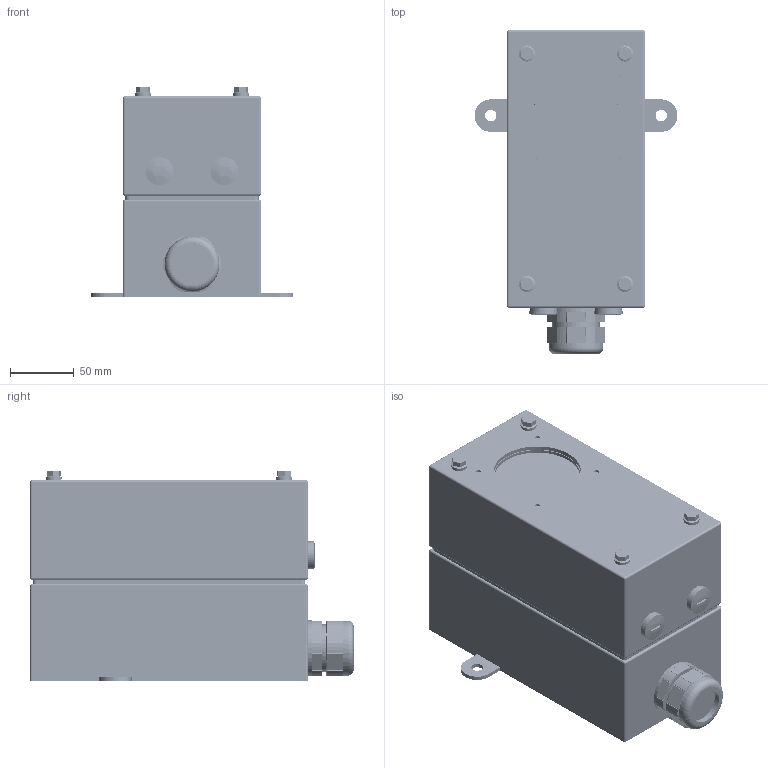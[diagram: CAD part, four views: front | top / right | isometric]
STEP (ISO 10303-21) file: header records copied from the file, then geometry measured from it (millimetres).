
FILE_DESCRIPTION (( 'STEP AP203' ), '1' );
FILE_NAME ('L7-DC.STEP', '2022-07-22T19:26:12', ( '' ), ( '' ), 'SwSTEP 2.0', 'SolidWorks 2021', '' );
FILE_SCHEMA (( 'CONFIG_CONTROL_DESIGN' ));
Length unit declared in the file: inch
Products named in the file (26): 800002_DEFAULT; 200435; 93625A200; 200436; 201022; 200434; 800008; 93635A251_93635A251; 94639A447_94639A447; RSC62200; 400200; PG29-S01; 200437; 200309; SP-M6-1; 400101; PG29-B01; L7-DC; PG11-N03; PG29-I01; PG11-I04; 500100; 92855A307_92855A307; PG11-S01; PG29-N01; PG29-01-01-01-01_.060 GAP
Assembly tree (53 placements, depth 3):
  L7-DC
    200437
      200436
      SP-M6-1  x4
      800008  x3
    400200
    200435
      200434
      800002_DEFAULT  x4
    PG29-01-01-01-01_.060 GAP
      PG29-B01
      PG29-I01
      PG29-S01
      PG29-N01
    400101
    500100
    200309
    PG11-N03  x2
    PG11-I04  x2
    PG11-S01  x2
    201022
    93625A200  x7
    94639A447_94639A447  x3
    RSC62200  x4
    93635A251_93635A251  x4
    92855A307_92855A307  x4
Bounding box: 158.75 x 253.17 x 164.4 mm (x, y, z)
Volume: 456105.6 mm3; surface area: 432257.1 mm2
Topology: 66 solids, 66 shells, 3098 faces, 8282 edges, 5379 vertices
Faces by surface type: cylinder 1958, plane 679, cone 340, bspline 90, torus 19, sphere 12
Entity records: 76110 total; most frequent: CARTESIAN_POINT 45073, ORIENTED_EDGE 6260, DIRECTION 5281, EDGE_CURVE 3130, VERTEX_POINT 2024, AXIS2_PLACEMENT_3D 1965, VECTOR 1351, LINE 1351
